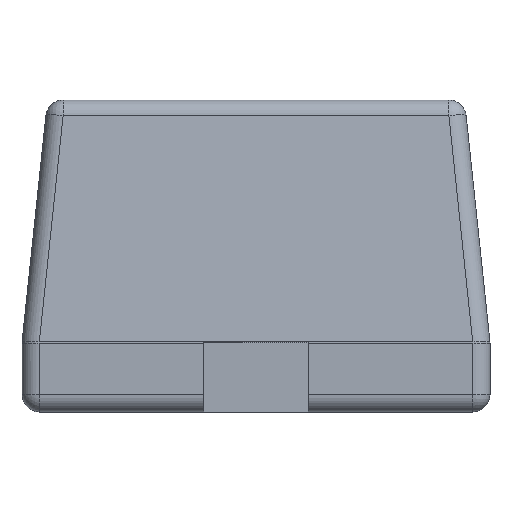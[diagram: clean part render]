
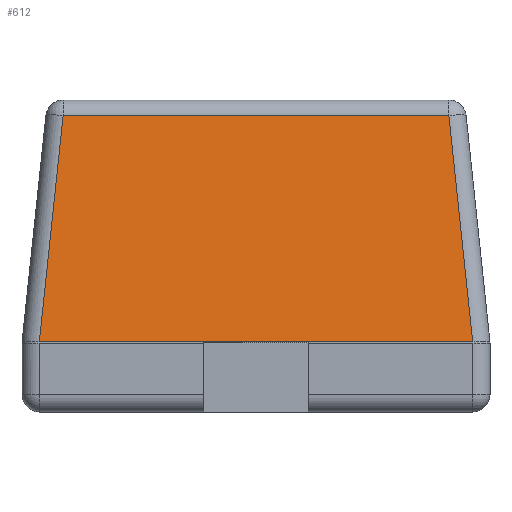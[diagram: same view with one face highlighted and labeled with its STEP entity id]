
A CAD part, left-side view. The second image highlights one B-rep face of the part: STEP entity #612.
In plain terms, the highlighted planar face has unit normal (-0.995, 0, 0.104).
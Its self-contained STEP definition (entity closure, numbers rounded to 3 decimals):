
#111 = CYLINDRICAL_SURFACE('',#112,0.05);
#112 = AXIS2_PLACEMENT_3D('',#113,#114,#115);
#113 = CARTESIAN_POINT('',(0.119,0.074,0.85));
#114 = DIRECTION('',(0.,1.,0.));
#115 = DIRECTION('',(0.,0.,1.));
#209 = VERTEX_POINT('',#210);
#210 = CARTESIAN_POINT('',(0.069,1.231,
    0.855));
#243 = EDGE_CURVE('',#244,#209,#246,.T.);
#244 = VERTEX_POINT('',#245);
#245 = CARTESIAN_POINT('',(0.069,0.119,
    0.855));
#246 = SURFACE_CURVE('',#247,(#251,#258),.PCURVE_S1.);
#247 = LINE('',#248,#249);
#248 = CARTESIAN_POINT('',(0.069,0.074,
    0.855));
#249 = VECTOR('',#250,1.);
#250 = DIRECTION('',(0.,1.,0.));
#251 = PCURVE('',#111,#252);
#252 = DEFINITIONAL_REPRESENTATION('',(#253),#257);
#253 = LINE('',#254,#255);
#254 = CARTESIAN_POINT('',(4.817,0.));
#255 = VECTOR('',#256,1.);
#256 = DIRECTION('',(0.,1.));
#257 = ( GEOMETRIC_REPRESENTATION_CONTEXT(2) 
PARAMETRIC_REPRESENTATION_CONTEXT() REPRESENTATION_CONTEXT('2D SPACE',''
  ) );
#258 = PCURVE('',#259,#264);
#259 = PLANE('',#260);
#260 = AXIS2_PLACEMENT_3D('',#261,#262,#263);
#261 = CARTESIAN_POINT('',(0.,0.,0.2));
#262 = DIRECTION('',(-0.995,0.,0.105));
#263 = DIRECTION('',(0.,1.,0.));
#264 = DEFINITIONAL_REPRESENTATION('',(#265),#269);
#265 = LINE('',#266,#267);
#266 = CARTESIAN_POINT('',(0.074,-0.659));
#267 = VECTOR('',#268,1.);
#268 = DIRECTION('',(1.,0.));
#269 = ( GEOMETRIC_REPRESENTATION_CONTEXT(2) 
PARAMETRIC_REPRESENTATION_CONTEXT() REPRESENTATION_CONTEXT('2D SPACE',''
  ) );
#571 = CYLINDRICAL_SURFACE('',#572,0.05);
#572 = AXIS2_PLACEMENT_3D('',#573,#574,#575);
#573 = CARTESIAN_POINT('',(0.049,0.049,
    0.19));
#574 = DIRECTION('',(0.104,0.104,0.989));
#575 = DIRECTION('',(-0.995,0.,0.105)
  );
#601 = CYLINDRICAL_SURFACE('',#602,0.05);
#602 = AXIS2_PLACEMENT_3D('',#603,#604,#605);
#603 = CARTESIAN_POINT('',(0.049,1.301,
    0.19));
#604 = DIRECTION('',(0.104,-0.104,0.989));
#605 = DIRECTION('',(-0.995,0.,0.105));
#612 = ADVANCED_FACE('',(#613),#259,.T.);
#613 = FACE_BOUND('',#614,.T.);
#614 = EDGE_LOOP('',(#615,#616,#639,#667));
#615 = ORIENTED_EDGE('',*,*,#243,.T.);
#616 = ORIENTED_EDGE('',*,*,#617,.F.);
#617 = EDGE_CURVE('',#618,#209,#620,.T.);
#618 = VERTEX_POINT('',#619);
#619 = CARTESIAN_POINT('',(0.,1.3,0.203));
#620 = SURFACE_CURVE('',#621,(#625,#632),.PCURVE_S1.);
#621 = LINE('',#622,#623);
#622 = CARTESIAN_POINT('',(-0.001,1.301,
    0.195));
#623 = VECTOR('',#624,1.);
#624 = DIRECTION('',(0.104,-0.104,0.989));
#625 = PCURVE('',#259,#626);
#626 = DEFINITIONAL_REPRESENTATION('',(#627),#631);
#627 = LINE('',#628,#629);
#628 = CARTESIAN_POINT('',(1.301,0.005));
#629 = VECTOR('',#630,1.);
#630 = DIRECTION('',(-0.104,-0.995));
#631 = ( GEOMETRIC_REPRESENTATION_CONTEXT(2) 
PARAMETRIC_REPRESENTATION_CONTEXT() REPRESENTATION_CONTEXT('2D SPACE',''
  ) );
#632 = PCURVE('',#601,#633);
#633 = DEFINITIONAL_REPRESENTATION('',(#634),#638);
#634 = LINE('',#635,#636);
#635 = CARTESIAN_POINT('',(6.283,0.));
#636 = VECTOR('',#637,1.);
#637 = DIRECTION('',(0.,1.));
#638 = ( GEOMETRIC_REPRESENTATION_CONTEXT(2) 
PARAMETRIC_REPRESENTATION_CONTEXT() REPRESENTATION_CONTEXT('2D SPACE',''
  ) );
#639 = ORIENTED_EDGE('',*,*,#640,.F.);
#640 = EDGE_CURVE('',#641,#618,#643,.T.);
#641 = VERTEX_POINT('',#642);
#642 = CARTESIAN_POINT('',(0.,0.05,0.203));
#643 = SURFACE_CURVE('',#644,(#648,#655),.PCURVE_S1.);
#644 = LINE('',#645,#646);
#645 = CARTESIAN_POINT('',(0.,0.,0.203));
#646 = VECTOR('',#647,1.);
#647 = DIRECTION('',(0.,1.,0.));
#648 = PCURVE('',#259,#649);
#649 = DEFINITIONAL_REPRESENTATION('',(#650),#654);
#650 = LINE('',#651,#652);
#651 = CARTESIAN_POINT('',(0.,-0.003));
#652 = VECTOR('',#653,1.);
#653 = DIRECTION('',(1.,0.));
#654 = ( GEOMETRIC_REPRESENTATION_CONTEXT(2) 
PARAMETRIC_REPRESENTATION_CONTEXT() REPRESENTATION_CONTEXT('2D SPACE',''
  ) );
#655 = PCURVE('',#656,#661);
#656 = CYLINDRICAL_SURFACE('',#657,0.05);
#657 = AXIS2_PLACEMENT_3D('',#658,#659,#660);
#658 = CARTESIAN_POINT('',(0.05,0.,0.197));
#659 = DIRECTION('',(0.,1.,0.));
#660 = DIRECTION('',(-0.995,0.,0.105));
#661 = DEFINITIONAL_REPRESENTATION('',(#662),#666);
#662 = LINE('',#663,#664);
#663 = CARTESIAN_POINT('',(6.283,0.));
#664 = VECTOR('',#665,1.);
#665 = DIRECTION('',(0.,1.));
#666 = ( GEOMETRIC_REPRESENTATION_CONTEXT(2) 
PARAMETRIC_REPRESENTATION_CONTEXT() REPRESENTATION_CONTEXT('2D SPACE',''
  ) );
#667 = ORIENTED_EDGE('',*,*,#668,.T.);
#668 = EDGE_CURVE('',#641,#244,#669,.T.);
#669 = SURFACE_CURVE('',#670,(#674,#681),.PCURVE_S1.);
#670 = LINE('',#671,#672);
#671 = CARTESIAN_POINT('',(-0.001,0.049,
    0.195));
#672 = VECTOR('',#673,1.);
#673 = DIRECTION('',(0.104,0.104,0.989));
#674 = PCURVE('',#259,#675);
#675 = DEFINITIONAL_REPRESENTATION('',(#676),#680);
#676 = LINE('',#677,#678);
#677 = CARTESIAN_POINT('',(0.049,0.005));
#678 = VECTOR('',#679,1.);
#679 = DIRECTION('',(0.104,-0.995));
#680 = ( GEOMETRIC_REPRESENTATION_CONTEXT(2) 
PARAMETRIC_REPRESENTATION_CONTEXT() REPRESENTATION_CONTEXT('2D SPACE',''
  ) );
#681 = PCURVE('',#571,#682);
#682 = DEFINITIONAL_REPRESENTATION('',(#683),#687);
#683 = LINE('',#684,#685);
#684 = CARTESIAN_POINT('',(0.,0.));
#685 = VECTOR('',#686,1.);
#686 = DIRECTION('',(0.,1.));
#687 = ( GEOMETRIC_REPRESENTATION_CONTEXT(2) 
PARAMETRIC_REPRESENTATION_CONTEXT() REPRESENTATION_CONTEXT('2D SPACE',''
  ) );
